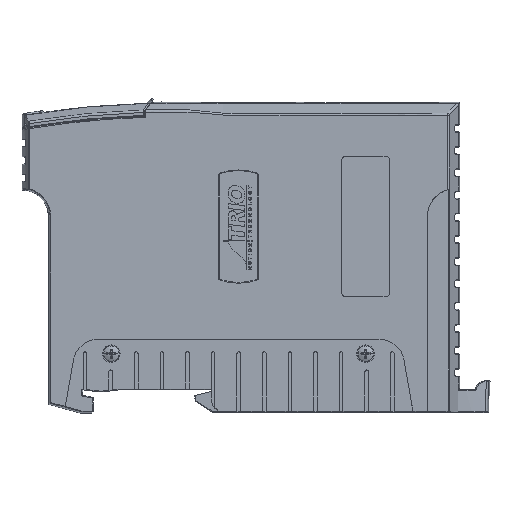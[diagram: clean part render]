
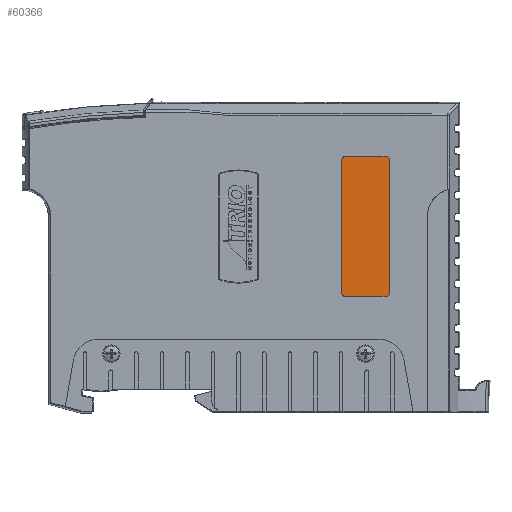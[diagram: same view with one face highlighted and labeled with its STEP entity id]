
A CAD part, left-side view. The second image highlights one B-rep face of the part: STEP entity #60366.
In plain terms, the highlighted planar face has unit normal (-1, 0, 0).
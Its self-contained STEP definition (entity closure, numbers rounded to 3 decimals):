
#2585 = EDGE_CURVE ( 'NONE', #4792, #4787, #50495, .T. ) ;
#2586 = EDGE_CURVE ( 'NONE', #4787, #4798, #19088, .T. ) ;
#2587 = EDGE_CURVE ( 'NONE', #4798, #4799, #50502, .T. ) ;
#2588 = EDGE_CURVE ( 'NONE', #4799, #4800, #19080, .T. ) ;
#2589 = EDGE_CURVE ( 'NONE', #4800, #4801, #50505, .T. ) ;
#2590 = EDGE_CURVE ( 'NONE', #4801, #4802, #19093, .T. ) ;
#2591 = EDGE_CURVE ( 'NONE', #4802, #4803, #50508, .T. ) ;
#2592 = EDGE_CURVE ( 'NONE', #4803, #4792, #19099, .T. ) ;
#4787 = VERTEX_POINT ( 'NONE', #23899 ) ;
#4792 = VERTEX_POINT ( 'NONE', #23904 ) ;
#4798 = VERTEX_POINT ( 'NONE', #23910 ) ;
#4799 = VERTEX_POINT ( 'NONE', #23911 ) ;
#4800 = VERTEX_POINT ( 'NONE', #23912 ) ;
#4801 = VERTEX_POINT ( 'NONE', #23913 ) ;
#4802 = VERTEX_POINT ( 'NONE', #23914 ) ;
#4803 = VERTEX_POINT ( 'NONE', #23915 ) ;
#15178 = EDGE_LOOP ( 'NONE', ( #64063, #64065, #64067, #64069, #64070, #64071, #64073, #64075 ) ) ;
#19079 = CARTESIAN_POINT ( 'NONE',  ( -13.2, 19.245, -52.058 ) ) ;
#19080 = LINE ( 'NONE', #19087, #50503 ) ;
#19087 = CARTESIAN_POINT ( 'NONE',  ( -13.2, 20.54, -14.664 ) ) ;
#19088 = LINE ( 'NONE', #19079, #50498 ) ;
#19089 = CARTESIAN_POINT ( 'NONE',  ( -13.2, 20.54, -52.058 ) ) ;
#19090 = DIRECTION ( 'NONE',  ( -1., 0., 0. ) ) ;
#19091 = DIRECTION ( 'NONE',  ( 0., 0., 1. ) ) ;
#19092 = DIRECTION ( 'NONE',  ( 0., 0., 1. ) ) ;
#19093 = LINE ( 'NONE', #19094, #50506 ) ;
#19094 = CARTESIAN_POINT ( 'NONE',  ( -13.2, 32.535, -52.058 ) ) ;
#19095 = CARTESIAN_POINT ( 'NONE',  ( -13.2, 20.54, -15.958 ) ) ;
#19096 = DIRECTION ( 'NONE',  ( -1., 0., 0. ) ) ;
#19097 = DIRECTION ( 'NONE',  ( 0., 0., 1. ) ) ;
#19098 = DIRECTION ( 'NONE',  ( 0., 1., 0. ) ) ;
#19099 = LINE ( 'NONE', #19100, #50509 ) ;
#19100 = CARTESIAN_POINT ( 'NONE',  ( -13.2, 20.54, -53.353 ) ) ;
#19101 = CARTESIAN_POINT ( 'NONE',  ( -13.2, 31.24, -15.958 ) ) ;
#19102 = DIRECTION ( 'NONE',  ( -1., 0., 0. ) ) ;
#19103 = DIRECTION ( 'NONE',  ( 0., 0., 1. ) ) ;
#19104 = DIRECTION ( 'NONE',  ( 0., 0., -1. ) ) ;
#19107 = CARTESIAN_POINT ( 'NONE',  ( -13.2, 31.24, -52.058 ) ) ;
#19108 = DIRECTION ( 'NONE',  ( -1., 0., 0. ) ) ;
#19109 = DIRECTION ( 'NONE',  ( 0., 0., 1. ) ) ;
#19110 = DIRECTION ( 'NONE',  ( 0., -1., 0. ) ) ;
#23899 = CARTESIAN_POINT ( 'NONE',  ( -13.2, 19.245, -52.058 ) ) ;
#23904 = CARTESIAN_POINT ( 'NONE',  ( -13.2, 20.54, -53.353 ) ) ;
#23910 = CARTESIAN_POINT ( 'NONE',  ( -13.2, 19.245, -15.958 ) ) ;
#23911 = CARTESIAN_POINT ( 'NONE',  ( -13.2, 20.54, -14.664 ) ) ;
#23912 = CARTESIAN_POINT ( 'NONE',  ( -13.2, 31.24, -14.664 ) ) ;
#23913 = CARTESIAN_POINT ( 'NONE',  ( -13.2, 32.535, -15.958 ) ) ;
#23914 = CARTESIAN_POINT ( 'NONE',  ( -13.2, 32.535, -52.058 ) ) ;
#23915 = CARTESIAN_POINT ( 'NONE',  ( -13.2, 31.24, -53.353 ) ) ;
#32994 = AXIS2_PLACEMENT_3D ( 'NONE', #49402, #49412, #49414 ) ;
#49402 = CARTESIAN_POINT ( 'NONE',  ( -13.2, 20.54, -52.058 ) ) ;
#49407 = FACE_OUTER_BOUND ( 'NONE', #15178, .T. ) ;
#49408 = PLANE ( 'NONE',  #32994 ) ;
#49412 = DIRECTION ( 'NONE',  ( -1., 0., 0. ) ) ;
#49414 = DIRECTION ( 'NONE',  ( 0., 0., 1. ) ) ;
#50495 = CIRCLE ( 'NONE', #50501, 1.295 ) ;
#50498 = VECTOR ( 'NONE', #19092, 1000. ) ;
#50501 = AXIS2_PLACEMENT_3D ( 'NONE', #19089, #19090, #19091 ) ;
#50502 = CIRCLE ( 'NONE', #50504, 1.295 ) ;
#50503 = VECTOR ( 'NONE', #19098, 1000. ) ;
#50504 = AXIS2_PLACEMENT_3D ( 'NONE', #19095, #19096, #19097 ) ;
#50505 = CIRCLE ( 'NONE', #50507, 1.295 ) ;
#50506 = VECTOR ( 'NONE', #19104, 1000. ) ;
#50507 = AXIS2_PLACEMENT_3D ( 'NONE', #19101, #19102, #19103 ) ;
#50508 = CIRCLE ( 'NONE', #50510, 1.295 ) ;
#50509 = VECTOR ( 'NONE', #19110, 1000. ) ;
#50510 = AXIS2_PLACEMENT_3D ( 'NONE', #19107, #19108, #19109 ) ;
#60366 = ADVANCED_FACE ( 'NONE', ( #49407 ), #49408, .T. ) ;
#64063 = ORIENTED_EDGE ( 'NONE', *, *, #2585, .T. ) ;
#64065 = ORIENTED_EDGE ( 'NONE', *, *, #2586, .T. ) ;
#64067 = ORIENTED_EDGE ( 'NONE', *, *, #2587, .T. ) ;
#64069 = ORIENTED_EDGE ( 'NONE', *, *, #2588, .T. ) ;
#64070 = ORIENTED_EDGE ( 'NONE', *, *, #2589, .T. ) ;
#64071 = ORIENTED_EDGE ( 'NONE', *, *, #2590, .T. ) ;
#64073 = ORIENTED_EDGE ( 'NONE', *, *, #2591, .T. ) ;
#64075 = ORIENTED_EDGE ( 'NONE', *, *, #2592, .T. ) ;
